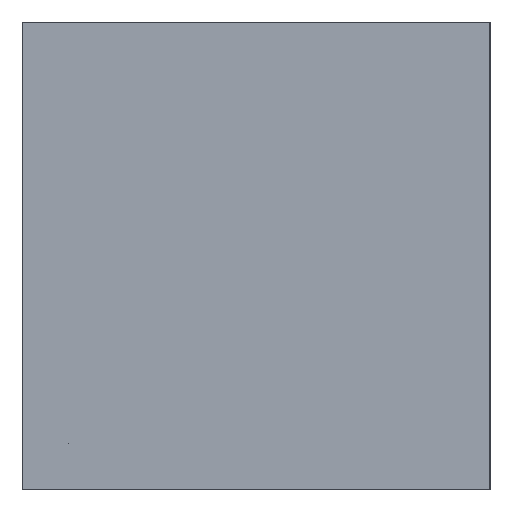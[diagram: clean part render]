
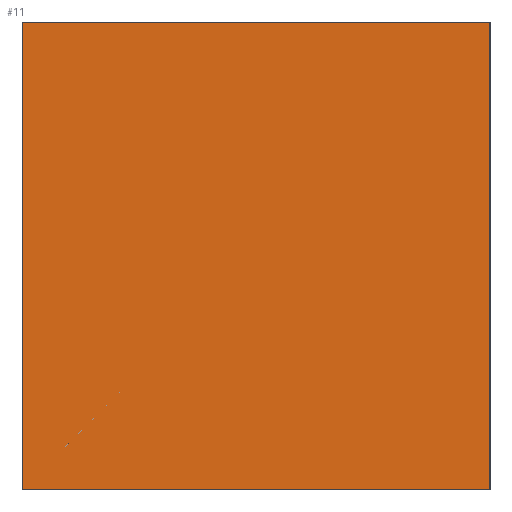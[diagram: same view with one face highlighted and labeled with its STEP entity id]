
A CAD part, left-side view. The second image highlights one B-rep face of the part: STEP entity #11.
In plain terms, the highlighted planar face has unit normal (-1, 0, 0).
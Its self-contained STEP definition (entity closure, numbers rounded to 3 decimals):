
#11 = ADVANCED_FACE ( 'NONE', ( #293 ), #367, .F. ) ;
#39 = CARTESIAN_POINT ( 'NONE',  ( -0.5, -0.25, 0. ) ) ;
#40 = CARTESIAN_POINT ( 'NONE',  ( -0.5, -0.25, 0.5 ) ) ;
#74 = AXIS2_PLACEMENT_3D ( 'NONE', #370, #502, #503 ) ;
#97 = EDGE_CURVE ( 'NONE', #338, #337, #165, .T. ) ;
#99 = EDGE_CURVE ( 'NONE', #337, #458, #311, .T. ) ;
#109 = EDGE_CURVE ( 'NONE', #459, #458, #227, .T. ) ;
#111 = EDGE_CURVE ( 'NONE', #338, #459, #231, .T. ) ;
#156 = VECTOR ( 'NONE', #386, 1000. ) ;
#163 = ORIENTED_EDGE ( 'NONE', *, *, #99, .T. ) ;
#165 = LINE ( 'NONE', #379, #156 ) ;
#189 = ORIENTED_EDGE ( 'NONE', *, *, #109, .F. ) ;
#198 = ORIENTED_EDGE ( 'NONE', *, *, #111, .F. ) ;
#211 = EDGE_LOOP ( 'NONE', ( #163, #189, #198, #310 ) ) ;
#221 = VECTOR ( 'NONE', #390, 1000. ) ;
#227 = LINE ( 'NONE', #410, #228 ) ;
#228 = VECTOR ( 'NONE', #411, 1000. ) ;
#231 = LINE ( 'NONE', #413, #232 ) ;
#232 = VECTOR ( 'NONE', #414, 1000. ) ;
#293 = FACE_OUTER_BOUND ( 'NONE', #211, .T. ) ;
#310 = ORIENTED_EDGE ( 'NONE', *, *, #97, .T. ) ;
#311 = LINE ( 'NONE', #387, #221 ) ;
#337 = VERTEX_POINT ( 'NONE', #437 ) ;
#338 = VERTEX_POINT ( 'NONE', #429 ) ;
#367 = PLANE ( 'NONE',  #74 ) ;
#370 = CARTESIAN_POINT ( 'NONE',  ( -0.5, -0.25, 0.5 ) ) ;
#379 = CARTESIAN_POINT ( 'NONE',  ( -0.5, 0.25, 0.5 ) ) ;
#386 = DIRECTION ( 'NONE',  ( 0., 0., -1. ) ) ;
#387 = CARTESIAN_POINT ( 'NONE',  ( -0.5, -0.25, 0. ) ) ;
#390 = DIRECTION ( 'NONE',  ( 0., -1., 0. ) ) ;
#410 = CARTESIAN_POINT ( 'NONE',  ( -0.5, -0.25, 0.5 ) ) ;
#411 = DIRECTION ( 'NONE',  ( 0., 0., -1. ) ) ;
#413 = CARTESIAN_POINT ( 'NONE',  ( -0.5, -0.25, 0.5 ) ) ;
#414 = DIRECTION ( 'NONE',  ( 0., -1., 0. ) ) ;
#429 = CARTESIAN_POINT ( 'NONE',  ( -0.5, 0.25, 0.5 ) ) ;
#437 = CARTESIAN_POINT ( 'NONE',  ( -0.5, 0.25, 0. ) ) ;
#458 = VERTEX_POINT ( 'NONE', #39 ) ;
#459 = VERTEX_POINT ( 'NONE', #40 ) ;
#502 = DIRECTION ( 'NONE',  ( 1., 0., 0. ) ) ;
#503 = DIRECTION ( 'NONE',  ( 0., 0., -1. ) ) ;
